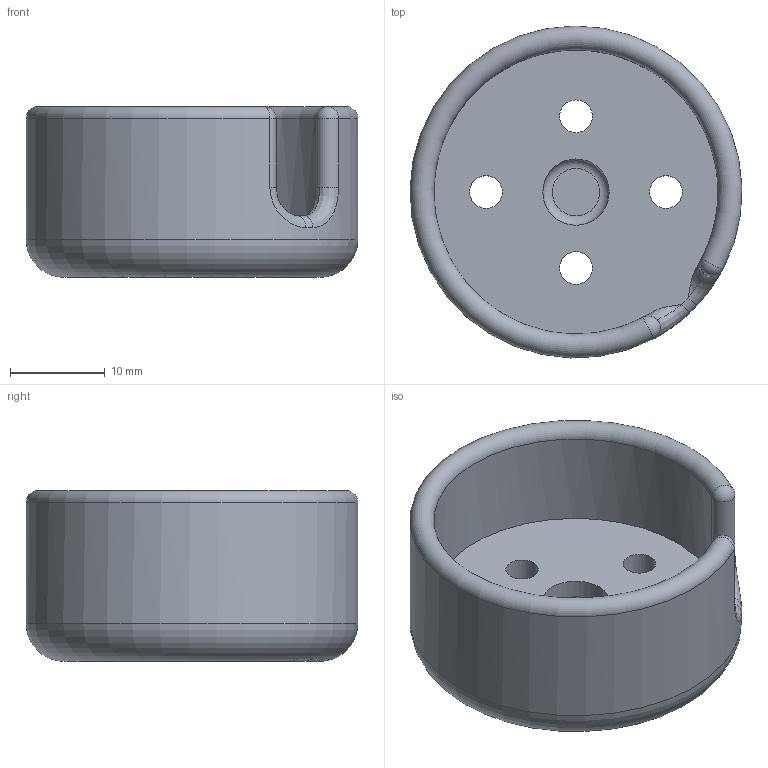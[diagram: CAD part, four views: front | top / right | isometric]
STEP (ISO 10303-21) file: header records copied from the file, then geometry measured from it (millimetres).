
FILE_DESCRIPTION(/* description */ ('STEP AP242','CAx-IF Rec.Pracs.---Representation and Presentation of Product Manufacturing Information (PMI)---4.0---2014-10-13','CAx-IF Rec.Pracs.---3D Tessellated Geometry---0.4---2014-09-14','2;1'),/* implementation_level */ '2;1');
FILE_NAME(/* name */ '648a91d66ace1b03a7e7357e',/* time_stamp */ '2023-06-15T04:21:42Z',/* author */ (''),/* organization */ (''),/* preprocessor_version */ 'ST-DEVELOPER v19.4',/* originating_system */ ' ',/* authorisation */ ' ');
FILE_SCHEMA (('AP242_MANAGED_MODEL_BASED_3D_ENGINEERING_MIM_LF { 1 0 10303 442 1 1 4 }'));
Length unit declared in the file: metre
Products named in the file (1): Front Left
Bounding box: 35 x 34.99 x 18 mm (x, y, z)
Volume: 7931.7 mm3; surface area: 4926.2 mm2
Topology: 1 solids, 1 shells, 30 faces, 65 edges, 40 vertices
Faces by surface type: cylinder 13, plane 7, torus 4, bspline 4, sphere 2
Full cylindrical faces by diameter (mm): 3.45 x4, 6.35 x4, 7 x1, 35 x1
Entity records: 844 total; most frequent: CARTESIAN_POINT 226, DIRECTION 130, ORIENTED_EDGE 96, AXIS2_PLACEMENT_3D 63, EDGE_LOOP 55, FACE_BOUND 55, EDGE_CURVE 48, VERTEX_POINT 37
